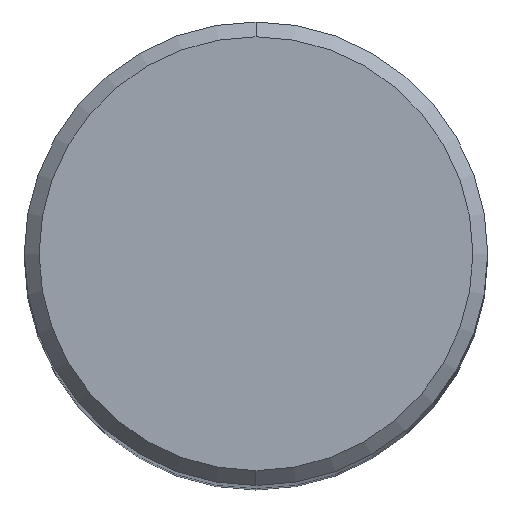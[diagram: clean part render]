
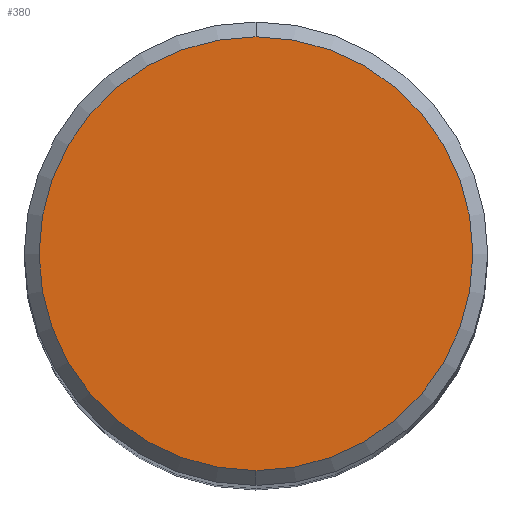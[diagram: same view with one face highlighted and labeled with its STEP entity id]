
A CAD part, top view. The second image highlights one B-rep face of the part: STEP entity #380.
In plain terms, the highlighted planar face has unit normal (0, 0, 1).
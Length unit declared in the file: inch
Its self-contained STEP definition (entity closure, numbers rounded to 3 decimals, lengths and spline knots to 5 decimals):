
#3 = CIRCLE ( 'NONE', #126, 0.2925 ) ;
#15 = FACE_OUTER_BOUND ( 'NONE', #52, .T. ) ;
#20 = ORIENTED_EDGE ( 'NONE', *, *, #202, .T. ) ;
#29 = CIRCLE ( 'NONE', #298, 0.2925 ) ;
#44 = EDGE_CURVE ( 'NONE', #415, #251, #3, .T. ) ;
#49 = PLANE ( 'NONE',  #55 ) ;
#52 = EDGE_LOOP ( 'NONE', ( #242, #20 ) ) ;
#55 = AXIS2_PLACEMENT_3D ( 'NONE', #273, #365, #119 ) ;
#98 = CARTESIAN_POINT ( 'NONE',  ( 0., 0., 0. ) ) ;
#119 = DIRECTION ( 'NONE',  ( 0., 1., 0. ) ) ;
#126 = AXIS2_PLACEMENT_3D ( 'NONE', #128, #320, #323 ) ;
#128 = CARTESIAN_POINT ( 'NONE',  ( 0., 0., 0. ) ) ;
#200 = DIRECTION ( 'NONE',  ( 0., 0., 1. ) ) ;
#202 = EDGE_CURVE ( 'NONE', #251, #415, #29, .T. ) ;
#225 = CARTESIAN_POINT ( 'NONE',  ( 0., -0.2925, 0. ) ) ;
#242 = ORIENTED_EDGE ( 'NONE', *, *, #44, .T. ) ;
#251 = VERTEX_POINT ( 'NONE', #225 ) ;
#273 = CARTESIAN_POINT ( 'NONE',  ( 0., 0.2925, 0. ) ) ;
#298 = AXIS2_PLACEMENT_3D ( 'NONE', #98, #200, #324 ) ;
#320 = DIRECTION ( 'NONE',  ( 0., 0., 1. ) ) ;
#323 = DIRECTION ( 'NONE',  ( 0., -1., 0. ) ) ;
#324 = DIRECTION ( 'NONE',  ( 0., -1., 0. ) ) ;
#338 = CARTESIAN_POINT ( 'NONE',  ( 0., 0.2925, 0. ) ) ;
#365 = DIRECTION ( 'NONE',  ( 0., 0., -1. ) ) ;
#380 = ADVANCED_FACE ( 'NONE', ( #15 ), #49, .F. ) ;
#415 = VERTEX_POINT ( 'NONE', #338 ) ;
